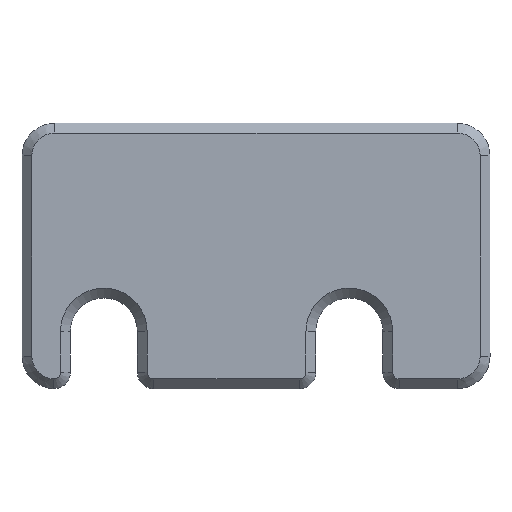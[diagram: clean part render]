
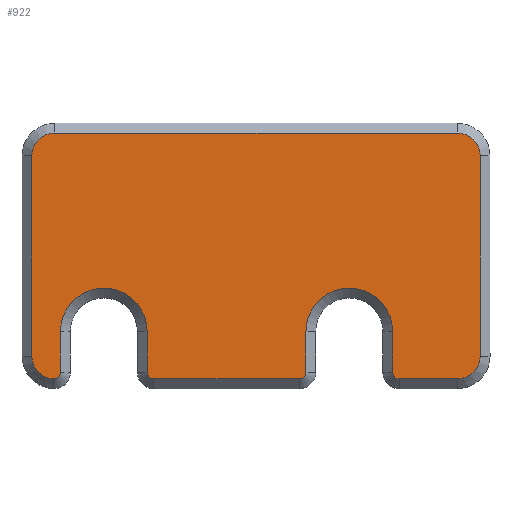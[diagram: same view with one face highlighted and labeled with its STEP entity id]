
A CAD part, front view. The second image highlights one B-rep face of the part: STEP entity #922.
In plain terms, the highlighted planar face has unit normal (0, -1, 0).
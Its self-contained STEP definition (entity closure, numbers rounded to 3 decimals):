
#39=PLANE('',#1020);
#83=FACE_OUTER_BOUND('',#142,.T.);
#142=EDGE_LOOP('',(#723,#724,#725,#726,#727,#728,#729,#730,#731,#732,#733,
#734,#735,#736,#737,#738,#739,#740,#741));
#173=CIRCLE('',#968,0.4);
#174=CIRCLE('',#971,2.65);
#177=CIRCLE('',#976,2.65);
#179=CIRCLE('',#979,0.4);
#180=CIRCLE('',#981,1.4);
#182=CIRCLE('',#985,1.4);
#184=CIRCLE('',#989,1.4);
#186=CIRCLE('',#993,1.4);
#189=CIRCLE('',#998,0.4);
#191=CIRCLE('',#1003,0.4);
#215=LINE('',#1372,#308);
#221=LINE('',#1388,#314);
#226=LINE('',#1412,#319);
#230=LINE('',#1424,#323);
#234=LINE('',#1436,#327);
#238=LINE('',#1448,#331);
#243=LINE('',#1460,#336);
#244=LINE('',#1462,#337);
#247=LINE('',#1471,#340);
#308=VECTOR('',#1078,10.);
#314=VECTOR('',#1092,10.);
#319=VECTOR('',#1117,10.);
#323=VECTOR('',#1129,10.);
#327=VECTOR('',#1141,10.);
#331=VECTOR('',#1153,10.);
#336=VECTOR('',#1166,10.);
#337=VECTOR('',#1169,10.);
#340=VECTOR('',#1180,10.);
#398=VERTEX_POINT('',#1360);
#401=VERTEX_POINT('',#1365);
#403=VERTEX_POINT('',#1370);
#405=VERTEX_POINT('',#1376);
#406=VERTEX_POINT('',#1381);
#409=VERTEX_POINT('',#1386);
#410=VERTEX_POINT('',#1390);
#412=VERTEX_POINT('',#1396);
#415=VERTEX_POINT('',#1401);
#416=VERTEX_POINT('',#1405);
#418=VERTEX_POINT('',#1411);
#420=VERTEX_POINT('',#1417);
#422=VERTEX_POINT('',#1423);
#424=VERTEX_POINT('',#1429);
#426=VERTEX_POINT('',#1435);
#428=VERTEX_POINT('',#1441);
#430=VERTEX_POINT('',#1447);
#432=VERTEX_POINT('',#1453);
#435=VERTEX_POINT('',#1467);
#477=EDGE_CURVE('',#401,#398,#173,.T.);
#479=EDGE_CURVE('',#403,#401,#215,.T.);
#482=EDGE_CURVE('',#405,#403,#174,.T.);
#487=EDGE_CURVE('',#409,#406,#221,.T.);
#490=EDGE_CURVE('',#406,#410,#177,.T.);
#494=EDGE_CURVE('',#415,#412,#179,.T.);
#495=EDGE_CURVE('',#412,#416,#180,.T.);
#498=EDGE_CURVE('',#416,#418,#226,.T.);
#501=EDGE_CURVE('',#418,#420,#182,.T.);
#504=EDGE_CURVE('',#420,#422,#230,.T.);
#507=EDGE_CURVE('',#422,#424,#184,.T.);
#510=EDGE_CURVE('',#424,#426,#234,.T.);
#513=EDGE_CURVE('',#426,#428,#186,.T.);
#516=EDGE_CURVE('',#428,#430,#238,.T.);
#521=EDGE_CURVE('',#430,#432,#189,.T.);
#523=EDGE_CURVE('',#410,#415,#243,.T.);
#524=EDGE_CURVE('',#432,#405,#244,.T.);
#528=EDGE_CURVE('',#435,#409,#191,.T.);
#529=EDGE_CURVE('',#398,#435,#247,.T.);
#723=ORIENTED_EDGE('',*,*,#494,.F.);
#724=ORIENTED_EDGE('',*,*,#523,.F.);
#725=ORIENTED_EDGE('',*,*,#490,.F.);
#726=ORIENTED_EDGE('',*,*,#487,.F.);
#727=ORIENTED_EDGE('',*,*,#528,.F.);
#728=ORIENTED_EDGE('',*,*,#529,.F.);
#729=ORIENTED_EDGE('',*,*,#477,.F.);
#730=ORIENTED_EDGE('',*,*,#479,.F.);
#731=ORIENTED_EDGE('',*,*,#482,.F.);
#732=ORIENTED_EDGE('',*,*,#524,.F.);
#733=ORIENTED_EDGE('',*,*,#521,.F.);
#734=ORIENTED_EDGE('',*,*,#516,.F.);
#735=ORIENTED_EDGE('',*,*,#513,.F.);
#736=ORIENTED_EDGE('',*,*,#510,.F.);
#737=ORIENTED_EDGE('',*,*,#507,.F.);
#738=ORIENTED_EDGE('',*,*,#504,.F.);
#739=ORIENTED_EDGE('',*,*,#501,.F.);
#740=ORIENTED_EDGE('',*,*,#498,.F.);
#741=ORIENTED_EDGE('',*,*,#495,.F.);
#922=ADVANCED_FACE('',(#83),#39,.F.);
#968=AXIS2_PLACEMENT_3D('',#1367,#1073,#1074);
#971=AXIS2_PLACEMENT_3D('',#1378,#1083,#1084);
#976=AXIS2_PLACEMENT_3D('',#1394,#1098,#1099);
#979=AXIS2_PLACEMENT_3D('',#1403,#1106,#1107);
#981=AXIS2_PLACEMENT_3D('',#1406,#1110,#1111);
#985=AXIS2_PLACEMENT_3D('',#1418,#1122,#1123);
#989=AXIS2_PLACEMENT_3D('',#1430,#1134,#1135);
#993=AXIS2_PLACEMENT_3D('',#1442,#1146,#1147);
#998=AXIS2_PLACEMENT_3D('',#1457,#1161,#1162);
#1003=AXIS2_PLACEMENT_3D('',#1469,#1176,#1177);
#1020=AXIS2_PLACEMENT_3D('',#1515,#1228,#1229);
#1073=DIRECTION('center_axis',(0.,1.,0.));
#1074=DIRECTION('ref_axis',(0.707,0.,-0.707));
#1078=DIRECTION('',(0.,0.,-1.));
#1083=DIRECTION('center_axis',(0.,-1.,0.));
#1084=DIRECTION('ref_axis',(1.,0.,0.));
#1092=DIRECTION('',(0.,0.,1.));
#1098=DIRECTION('center_axis',(0.,-1.,0.));
#1099=DIRECTION('ref_axis',(1.,0.,0.));
#1106=DIRECTION('center_axis',(0.,1.,0.));
#1107=DIRECTION('ref_axis',(0.689,0.,-0.725));
#1110=DIRECTION('center_axis',(0.,1.,0.));
#1111=DIRECTION('ref_axis',(-0.05,0.,-0.999));
#1117=DIRECTION('',(0.,0.,1.));
#1122=DIRECTION('center_axis',(0.,1.,0.));
#1123=DIRECTION('ref_axis',(-0.707,0.,0.707));
#1129=DIRECTION('',(1.,0.,0.));
#1134=DIRECTION('center_axis',(0.,1.,0.));
#1135=DIRECTION('ref_axis',(0.707,0.,0.707));
#1141=DIRECTION('',(0.,0.,-1.));
#1146=DIRECTION('center_axis',(0.,1.,0.));
#1147=DIRECTION('ref_axis',(0.707,0.,-0.707));
#1153=DIRECTION('',(-1.,0.,0.));
#1161=DIRECTION('center_axis',(0.,1.,0.));
#1162=DIRECTION('ref_axis',(-0.707,0.,-0.707));
#1166=DIRECTION('',(0.,0.,-1.));
#1169=DIRECTION('',(0.,0.,1.));
#1176=DIRECTION('center_axis',(0.,1.,0.));
#1177=DIRECTION('ref_axis',(-0.707,0.,-0.707));
#1180=DIRECTION('',(-1.,0.,0.));
#1228=DIRECTION('center_axis',(0.,1.,0.));
#1229=DIRECTION('ref_axis',(-1.,0.,0.));
#1360=CARTESIAN_POINT('',(18.55,41.986,49.573));
#1365=CARTESIAN_POINT('',(18.95,41.986,49.973));
#1367=CARTESIAN_POINT('Origin',(18.55,41.986,49.973));
#1370=CARTESIAN_POINT('',(18.95,41.986,52.473));
#1372=CARTESIAN_POINT('',(18.95,41.986,57.638));
#1376=CARTESIAN_POINT('',(24.25,41.986,52.473));
#1378=CARTESIAN_POINT('Origin',(21.6,41.986,52.473));
#1381=CARTESIAN_POINT('',(9.25,41.986,52.473));
#1386=CARTESIAN_POINT('',(9.25,41.986,49.973));
#1388=CARTESIAN_POINT('',(9.25,41.986,55.638));
#1390=CARTESIAN_POINT('',(3.95,41.986,52.473));
#1394=CARTESIAN_POINT('Origin',(6.6,41.986,52.473));
#1396=CARTESIAN_POINT('',(3.53,41.986,49.575));
#1401=CARTESIAN_POINT('',(3.95,41.986,49.974));
#1403=CARTESIAN_POINT('Origin',(3.55,41.986,49.974));
#1405=CARTESIAN_POINT('',(2.2,41.986,50.973));
#1406=CARTESIAN_POINT('Origin',(3.6,41.986,50.973));
#1411=CARTESIAN_POINT('',(2.2,41.986,63.2));
#1412=CARTESIAN_POINT('',(2.2,41.986,56.888));
#1417=CARTESIAN_POINT('',(3.6,41.986,64.6));
#1418=CARTESIAN_POINT('Origin',(3.6,41.986,63.2));
#1423=CARTESIAN_POINT('',(28.2,41.986,64.6));
#1424=CARTESIAN_POINT('',(1.8,41.986,64.6));
#1429=CARTESIAN_POINT('',(29.6,41.986,63.2));
#1430=CARTESIAN_POINT('Origin',(28.2,41.986,63.2));
#1435=CARTESIAN_POINT('',(29.6,41.986,50.973));
#1436=CARTESIAN_POINT('',(29.6,41.986,71.244));
#1441=CARTESIAN_POINT('',(28.2,41.986,49.573));
#1442=CARTESIAN_POINT('Origin',(28.2,41.986,50.973));
#1447=CARTESIAN_POINT('',(24.65,41.986,49.573));
#1448=CARTESIAN_POINT('',(13.3,41.986,49.573));
#1453=CARTESIAN_POINT('',(24.25,41.986,49.973));
#1457=CARTESIAN_POINT('Origin',(24.65,41.986,49.973));
#1460=CARTESIAN_POINT('',(3.95,41.986,57.638));
#1462=CARTESIAN_POINT('',(24.25,41.986,55.638));
#1467=CARTESIAN_POINT('',(9.65,41.986,49.573));
#1469=CARTESIAN_POINT('Origin',(9.65,41.986,49.973));
#1471=CARTESIAN_POINT('',(13.3,41.986,49.573));
#1515=CARTESIAN_POINT('Origin',(0.,41.986,
62.804));
